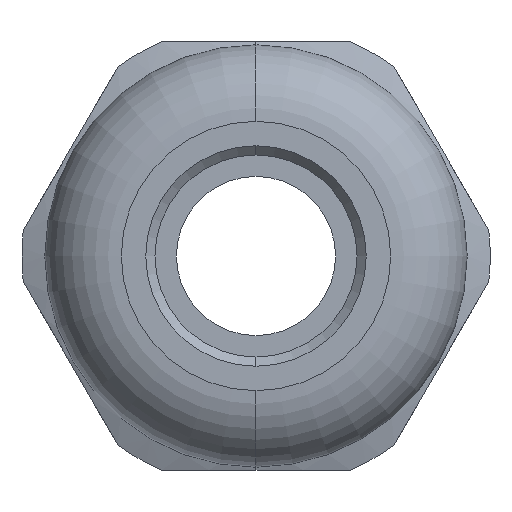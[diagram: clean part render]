
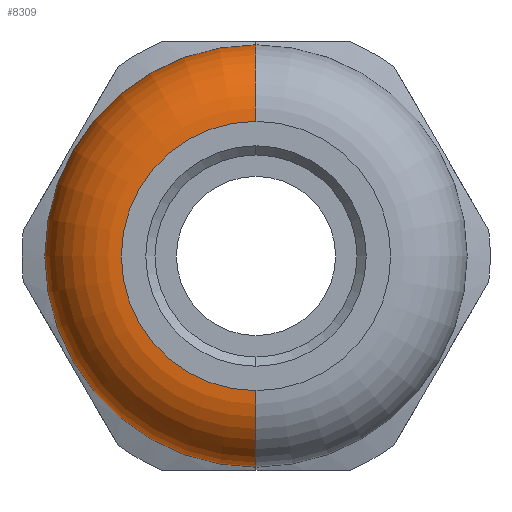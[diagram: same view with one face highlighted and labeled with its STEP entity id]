
A CAD part, left-side view. The second image highlights one B-rep face of the part: STEP entity #8309.
In plain terms, the highlighted toroidal (fillet/blend) face has major radius 4.4 mm and minor radius 2.5 mm.
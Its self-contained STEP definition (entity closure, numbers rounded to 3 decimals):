
#94 = ORIENTED_EDGE ( 'NONE', *, *, #2413, .T. ) ;
#279 = ORIENTED_EDGE ( 'NONE', *, *, #1357, .F. ) ;
#472 = CIRCLE ( 'NONE', #4591, 2.5 ) ;
#830 = EDGE_CURVE ( 'NONE', #4685, #1644, #1966, .T. ) ;
#1194 = VERTEX_POINT ( 'NONE', #6054 ) ;
#1204 = CARTESIAN_POINT ( 'NONE',  ( -9., 0., 4.4 ) ) ;
#1357 = EDGE_CURVE ( 'NONE', #1957, #1194, #1848, .T. ) ;
#1644 = VERTEX_POINT ( 'NONE', #5193 ) ;
#1848 = CIRCLE ( 'NONE', #2522, 6.9 ) ;
#1900 = DIRECTION ( 'NONE',  ( 1., 0., 0. ) ) ;
#1957 = VERTEX_POINT ( 'NONE', #3686 ) ;
#1966 = CIRCLE ( 'NONE', #6749, 4.4 ) ;
#2305 = CARTESIAN_POINT ( 'NONE',  ( -9., 0., 0. ) ) ;
#2343 = DIRECTION ( 'NONE',  ( 0., 0., -1. ) ) ;
#2390 = EDGE_CURVE ( 'NONE', #4685, #1957, #472, .T. ) ;
#2413 = EDGE_CURVE ( 'NONE', #1644, #1194, #2929, .T. ) ;
#2522 = AXIS2_PLACEMENT_3D ( 'NONE', #3015, #4904, #8195 ) ;
#2684 = AXIS2_PLACEMENT_3D ( 'NONE', #2305, #3712, #2343 ) ;
#2929 = CIRCLE ( 'NONE', #8136, 2.5 ) ;
#3015 = CARTESIAN_POINT ( 'NONE',  ( -9., 0., 0. ) ) ;
#3679 = DIRECTION ( 'NONE',  ( 0., 0., -1. ) ) ;
#3686 = CARTESIAN_POINT ( 'NONE',  ( -9., 0., -6.9 ) ) ;
#3712 = DIRECTION ( 'NONE',  ( 1., 0., 0. ) ) ;
#3809 = DIRECTION ( 'NONE',  ( 0., 0., 1. ) ) ;
#4328 = CARTESIAN_POINT ( 'NONE',  ( -9., 0., -4.4 ) ) ;
#4445 = EDGE_LOOP ( 'NONE', ( #6408, #94, #279, #7488 ) ) ;
#4591 = AXIS2_PLACEMENT_3D ( 'NONE', #4328, #6945, #3679 ) ;
#4633 = DIRECTION ( 'NONE',  ( 0., 0., -1. ) ) ;
#4685 = VERTEX_POINT ( 'NONE', #7111 ) ;
#4904 = DIRECTION ( 'NONE',  ( 1., 0., 0. ) ) ;
#5130 = DIRECTION ( 'NONE',  ( 0., 1., 0. ) ) ;
#5193 = CARTESIAN_POINT ( 'NONE',  ( -11.5, 0., 4.4 ) ) ;
#5638 = FACE_OUTER_BOUND ( 'NONE', #4445, .T. ) ;
#5830 = TOROIDAL_SURFACE ( 'NONE', #2684, 4.4, 2.5 ) ;
#6054 = CARTESIAN_POINT ( 'NONE',  ( -9., 0., 6.9 ) ) ;
#6408 = ORIENTED_EDGE ( 'NONE', *, *, #830, .T. ) ;
#6749 = AXIS2_PLACEMENT_3D ( 'NONE', #7760, #1900, #4633 ) ;
#6945 = DIRECTION ( 'NONE',  ( 0., -1., 0. ) ) ;
#7111 = CARTESIAN_POINT ( 'NONE',  ( -11.5, 0., -4.4 ) ) ;
#7488 = ORIENTED_EDGE ( 'NONE', *, *, #2390, .F. ) ;
#7760 = CARTESIAN_POINT ( 'NONE',  ( -11.5, 0., 0. ) ) ;
#8136 = AXIS2_PLACEMENT_3D ( 'NONE', #1204, #5130, #3809 ) ;
#8195 = DIRECTION ( 'NONE',  ( 0., 0., -1. ) ) ;
#8309 = ADVANCED_FACE ( 'NONE', ( #5638 ), #5830, .T. ) ;
